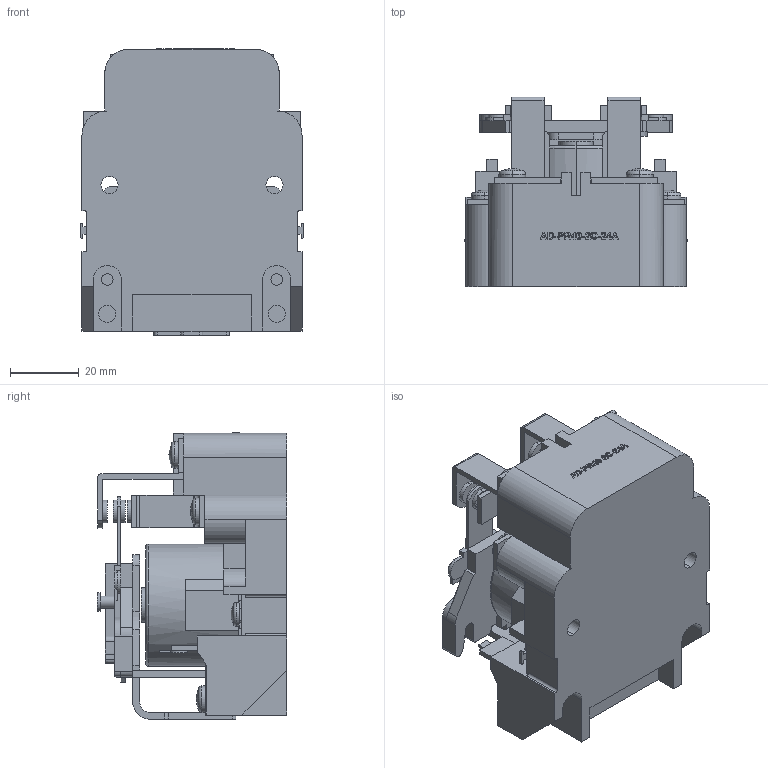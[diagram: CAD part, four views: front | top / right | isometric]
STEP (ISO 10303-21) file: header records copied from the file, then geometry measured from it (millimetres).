
FILE_DESCRIPTION (( 'STEP AP214' ), '1' );
FILE_NAME ('AD-PR40-2C-24A.STEP', '2013-11-27T14:08:54', ( '' ), ( '' ), 'SwSTEP 2.0', 'SolidWorks 2013', '' );
FILE_SCHEMA (( 'AUTOMOTIVE_DESIGN' ));
Length unit declared in the file: millimetre
Products named in the file (1): AD-PR40-2C-24A
Bounding box: 64.95 x 55.05 x 83.31 mm (x, y, z)
Volume: 127412.7 mm3; surface area: 42988.6 mm2
Topology: 37 solids, 37 shells, 861 faces, 2275 edges, 1492 vertices
Faces by surface type: plane 578, cylinder 185, bspline 64, torus 22, sphere 12
Entity records: 36291 total; most frequent: CARTESIAN_POINT 8297, ORIENTED_EDGE 4542, DIRECTION 4214, EDGE_CURVE 2271, VECTOR 1660, LINE 1660, VERTEX_POINT 1492, AXIS2_PLACEMENT_3D 1277
